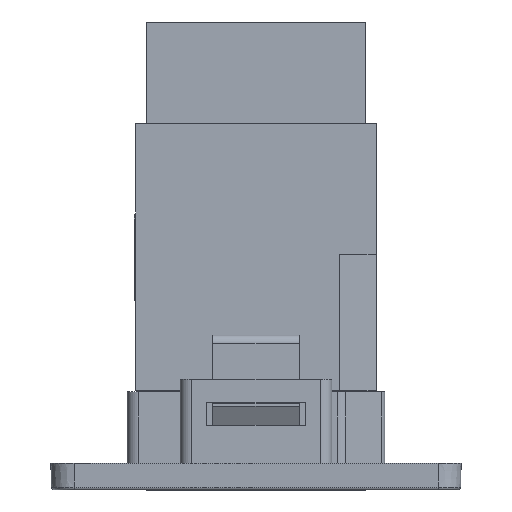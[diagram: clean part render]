
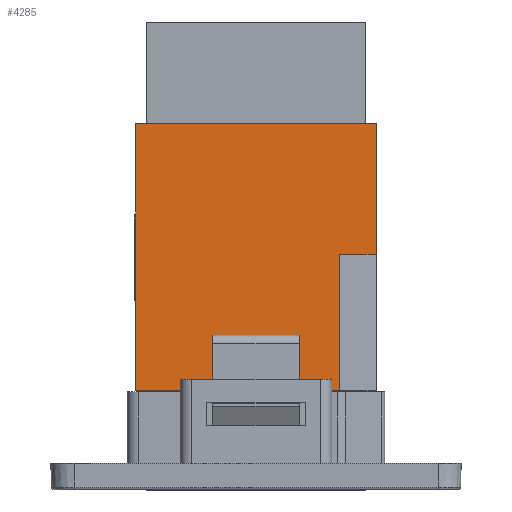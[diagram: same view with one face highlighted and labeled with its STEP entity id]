
A CAD part, front view. The second image highlights one B-rep face of the part: STEP entity #4285.
In plain terms, the highlighted planar face has unit normal (0, -1, 0).
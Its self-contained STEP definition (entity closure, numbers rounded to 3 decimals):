
#208=FACE_BOUND('',#527,.T.);
#290=FACE_OUTER_BOUND('',#526,.T.);
#526=EDGE_LOOP('',(#2999,#3000,#3001,#3002,#3003,#3004));
#527=EDGE_LOOP('',(#3005,#3006,#3007,#3008));
#701=LINE('',#5736,#1180);
#786=LINE('',#6187,#1265);
#848=LINE('',#6323,#1327);
#851=LINE('',#6329,#1330);
#858=LINE('',#6343,#1337);
#859=LINE('',#6344,#1338);
#860=LINE('',#6347,#1339);
#861=LINE('',#6349,#1340);
#862=LINE('',#6351,#1341);
#863=LINE('',#6352,#1342);
#1180=VECTOR('',#4733,10.);
#1265=VECTOR('',#4870,23.6);
#1327=VECTOR('',#4988,11.8);
#1330=VECTOR('',#4993,17.623);
#1337=VECTOR('',#5002,11.8);
#1338=VECTOR('',#5003,3.177);
#1339=VECTOR('',#5004,1.25);
#1340=VECTOR('',#5005,7.5);
#1341=VECTOR('',#5006,1.25);
#1342=VECTOR('',#5007,7.5);
#1659=VERTEX_POINT('',#5733);
#1660=VERTEX_POINT('',#5735);
#1739=VERTEX_POINT('',#6184);
#1786=VERTEX_POINT('',#6322);
#1788=VERTEX_POINT('',#6328);
#1794=VERTEX_POINT('',#6342);
#1795=VERTEX_POINT('',#6345);
#1796=VERTEX_POINT('',#6346);
#1797=VERTEX_POINT('',#6348);
#1798=VERTEX_POINT('',#6350);
#2049=EDGE_CURVE('',#1659,#1660,#701,.T.);
#2166=EDGE_CURVE('',#1659,#1739,#786,.T.);
#2233=EDGE_CURVE('',#1786,#1660,#848,.T.);
#2236=EDGE_CURVE('',#1739,#1788,#851,.T.);
#2243=EDGE_CURVE('',#1794,#1788,#858,.T.);
#2244=EDGE_CURVE('',#1794,#1786,#859,.T.);
#2245=EDGE_CURVE('',#1795,#1796,#860,.T.);
#2246=EDGE_CURVE('',#1795,#1797,#861,.T.);
#2247=EDGE_CURVE('',#1798,#1797,#862,.T.);
#2248=EDGE_CURVE('',#1796,#1798,#863,.T.);
#2999=ORIENTED_EDGE('',*,*,#2236,.T.);
#3000=ORIENTED_EDGE('',*,*,#2243,.F.);
#3001=ORIENTED_EDGE('',*,*,#2244,.T.);
#3002=ORIENTED_EDGE('',*,*,#2233,.T.);
#3003=ORIENTED_EDGE('',*,*,#2049,.F.);
#3004=ORIENTED_EDGE('',*,*,#2166,.T.);
#3005=ORIENTED_EDGE('',*,*,#2245,.F.);
#3006=ORIENTED_EDGE('',*,*,#2246,.T.);
#3007=ORIENTED_EDGE('',*,*,#2247,.F.);
#3008=ORIENTED_EDGE('',*,*,#2248,.F.);
#3878=PLANE('',#4523);
#4285=ADVANCED_FACE('',(#290,#208),#3878,.T.);
#4523=AXIS2_PLACEMENT_3D('',#6341,#5000,#5001);
#4733=DIRECTION('',(1.,0.,0.));
#4870=DIRECTION('',(0.,0.,-1.));
#4988=DIRECTION('',(0.,0.,1.));
#4993=DIRECTION('',(1.,0.,0.));
#5000=DIRECTION('center_axis',(0.,-1.,0.));
#5001=DIRECTION('ref_axis',(0.,0.,1.));
#5002=DIRECTION('',(0.,0.,-1.));
#5003=DIRECTION('',(1.,0.,0.));
#5004=DIRECTION('',(0.,0.,-1.));
#5005=DIRECTION('',(1.,0.,0.));
#5006=DIRECTION('',(0.,0.,1.));
#5007=DIRECTION('',(1.,0.,0.));
#5733=CARTESIAN_POINT('',(-10.4,-5.05,26.6));
#5735=CARTESIAN_POINT('',(10.4,-5.05,26.6));
#5736=CARTESIAN_POINT('',(0.056,-5.05,26.6));
#6184=CARTESIAN_POINT('',(-10.4,-5.05,3.5));
#6187=CARTESIAN_POINT('',(-10.4,-5.05,27.1));
#6322=CARTESIAN_POINT('',(10.4,-5.05,15.3));
#6323=CARTESIAN_POINT('',(10.4,-5.05,15.3));
#6328=CARTESIAN_POINT('',(7.223,-5.05,3.5));
#6329=CARTESIAN_POINT('',(-10.4,-5.05,3.5));
#6341=CARTESIAN_POINT('Origin',(0.113,-5.05,22.3));
#6342=CARTESIAN_POINT('',(7.223,-5.05,15.3));
#6343=CARTESIAN_POINT('',(7.223,-5.05,15.3));
#6344=CARTESIAN_POINT('',(7.223,-5.05,15.3));
#6345=CARTESIAN_POINT('',(-3.75,-5.05,8.3));
#6346=CARTESIAN_POINT('',(-3.75,-5.05,7.05));
#6347=CARTESIAN_POINT('',(-3.75,-5.05,8.3));
#6348=CARTESIAN_POINT('',(3.75,-5.05,8.3));
#6349=CARTESIAN_POINT('',(-3.75,-5.05,8.3));
#6350=CARTESIAN_POINT('',(3.75,-5.05,7.05));
#6351=CARTESIAN_POINT('',(3.75,-5.05,7.05));
#6352=CARTESIAN_POINT('',(-3.75,-5.05,7.05));
